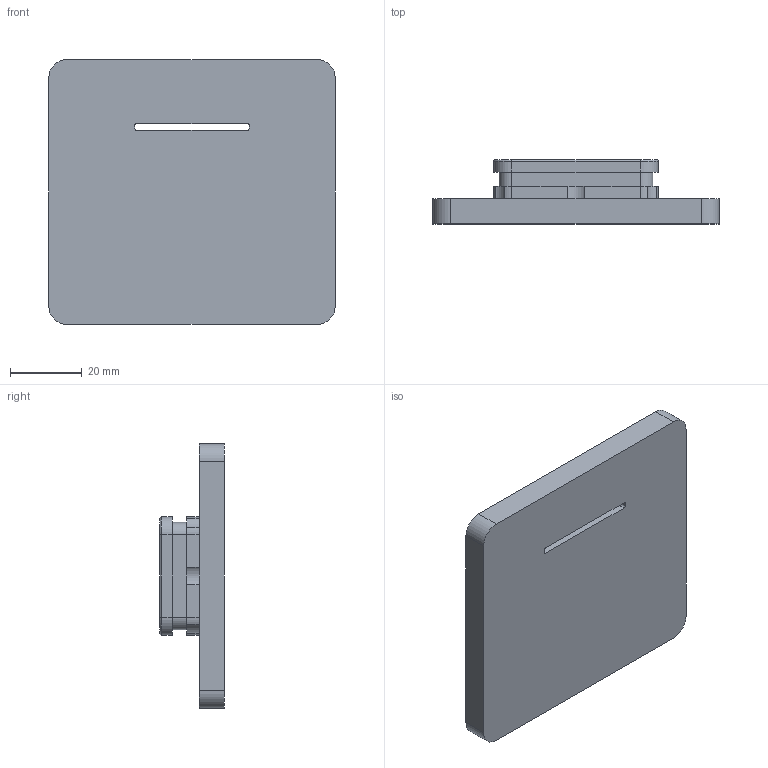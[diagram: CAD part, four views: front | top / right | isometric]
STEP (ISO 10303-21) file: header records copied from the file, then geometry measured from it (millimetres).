
FILE_DESCRIPTION (( 'STEP AP214' ), '1' );
FILE_NAME ('slotted_planar_lid_mold.STEP', '2023-07-29T03:46:41', ( '' ), ( '' ), 'SwSTEP 2.0', 'SolidWorks 2021', '' );
FILE_SCHEMA (( 'AUTOMOTIVE_DESIGN' ));
Length unit declared in the file: millimetre
Products named in the file (1): slotted_planar_lid_mold
Bounding box: 80 x 18 x 74 mm (x, y, z)
Volume: 52034 mm3; surface area: 16937.2 mm2
Topology: 1 solids, 1 shells, 141 faces, 335 edges, 218 vertices
Faces by surface type: cylinder 81, plane 52, torus 8
Entity records: 4169 total; most frequent: DIRECTION 789, CARTESIAN_POINT 695, ORIENTED_EDGE 670, EDGE_CURVE 335, AXIS2_PLACEMENT_3D 312, VERTEX_POINT 218, CIRCLE 170, VECTOR 165
